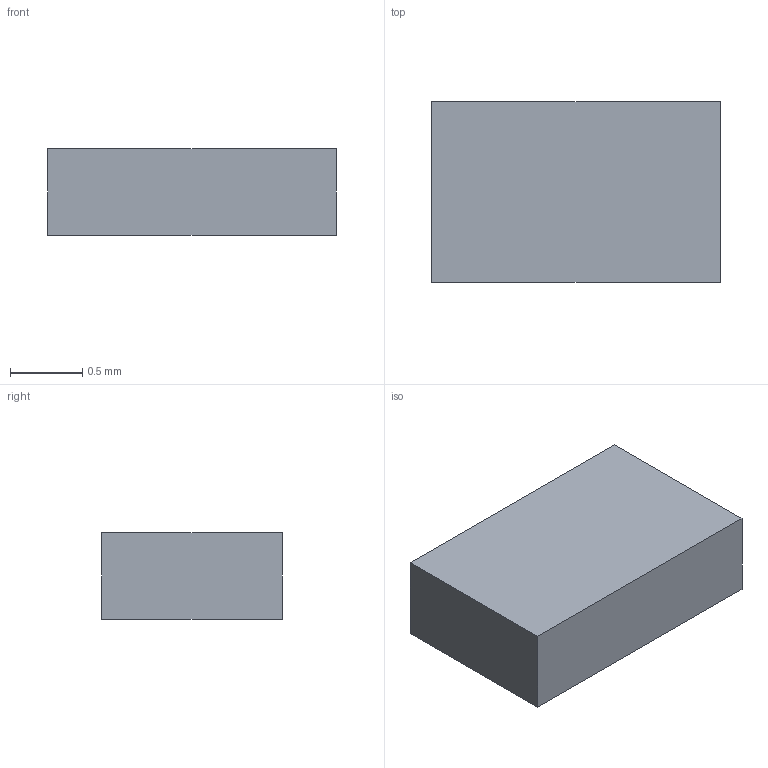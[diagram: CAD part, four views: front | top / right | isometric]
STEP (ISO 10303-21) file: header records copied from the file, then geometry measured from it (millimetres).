
FILE_DESCRIPTION(/* description */ ('Unknown'),/* implementation_level */ '2;1');
FILE_NAME(/* name */ 'C_Wurth_WCAP-CSGP-0805_H0.6_R',/* time_stamp */ '2024-10-17T13:41:54+08:00',/* author */ ('Unknown'),/* organization */ ('Unknown'),/* preprocessor_version */ 'ST-DEVELOPER v16.7',/* originating_system */ 'Solid Edge',/* authorisation */ 'Unknown');
FILE_SCHEMA (('AUTOMOTIVE_DESIGN {1 0 10303 214 3 1 1}'));
Length unit declared in the file: millimetre
Products named in the file (2): C_Wurth_WCAP-CSGP-0805_H0.6_R
Assembly tree (1 placements, depth 2):
  C_Wurth_WCAP-CSGP-0805_H0.6_R
    C_Wurth_WCAP-CSGP-0805_H0.6_R
Bounding box: 2 x 1.25 x 0.6 mm (x, y, z)
Volume: 1.5 mm3; surface area: 8.9 mm2
Topology: 1 solids, 1 shells, 6 faces, 12 edges, 8 vertices
Faces by surface type: plane 6
Entity records: 241 total; most frequent: DIRECTION 28, CARTESIAN_POINT 28, ORIENTED_EDGE 24, EDGE_CURVE 12, LINE 12, VECTOR 12, VERTEX_POINT 8, AXIS2_PLACEMENT_3D 8
